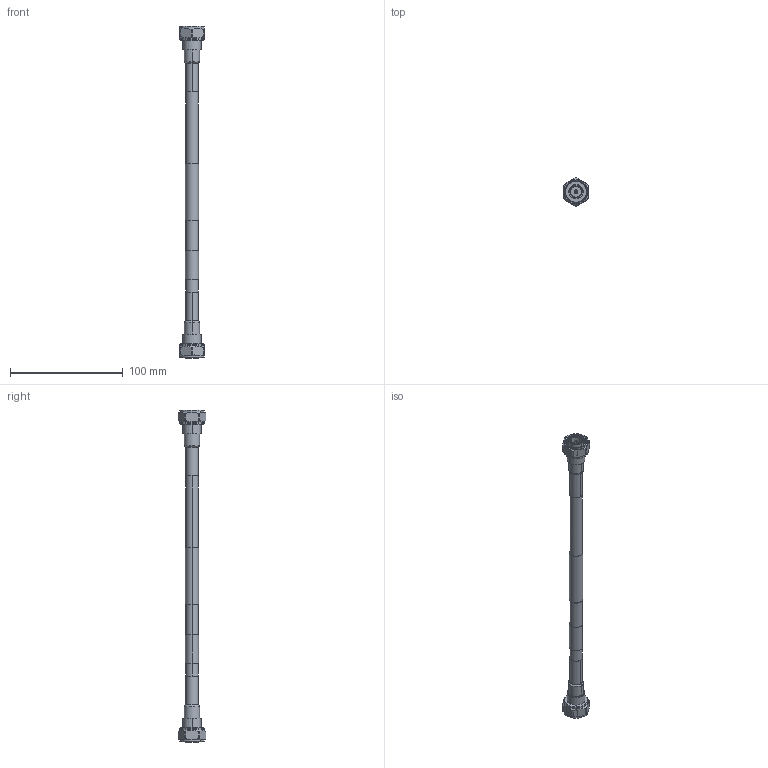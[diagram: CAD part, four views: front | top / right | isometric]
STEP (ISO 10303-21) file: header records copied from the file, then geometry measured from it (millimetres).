
FILE_DESCRIPTION (( 'STEP AP214' ), '1' );
FILE_NAME ('LCCA31008.step', '2022-10-04T19:12:39', ( '' ), ( '' ), 'SwSTEP 2.0', 'SolidWorks 2021', '' );
FILE_SCHEMA (( 'AUTOMOTIVE_DESIGN' ));
Length unit declared in the file: inch
Products named in the file (3): TC-375-4310M-LP^LCCA31008_Heat Shrink; SPF-375^LCCA31008_SPO-375 ﾝ SPF-375 ; LCCA31008
Assembly tree (3 placements, depth 2):
  LCCA31008
    SPF-375^LCCA31008_SPO-375 ﾝ SPF-375 
    TC-375-4310M-LP^LCCA31008_Heat Shrink  x2
Bounding box: 22 x 24.62 x 294.91 mm (x, y, z)
Volume: 35597.7 mm3; surface area: 16691 mm2
Topology: 3 solids, 5 shells, 194 faces, 460 edges, 294 vertices
Faces by surface type: cylinder 96, cone 48, plane 40, bspline 10
Entity records: 4629 total; most frequent: CARTESIAN_POINT 2139, DIRECTION 504, ORIENTED_EDGE 490, EDGE_CURVE 245, AXIS2_PLACEMENT_3D 209, VERTEX_POINT 157, EDGE_LOOP 116, FACE_OUTER_BOUND 105
